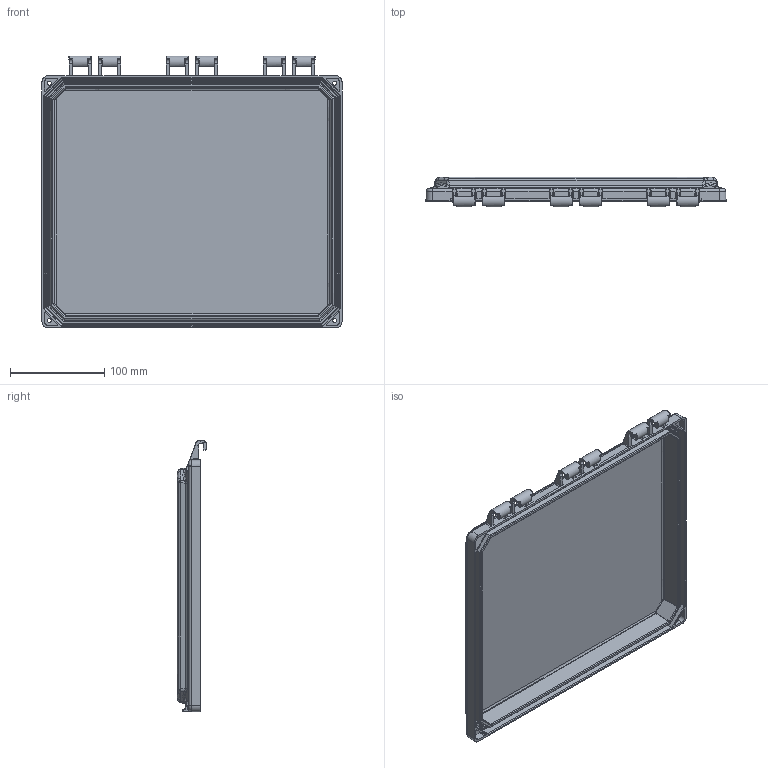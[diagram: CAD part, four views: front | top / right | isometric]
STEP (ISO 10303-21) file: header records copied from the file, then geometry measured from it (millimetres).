
FILE_DESCRIPTION (( 'STEP AP214' ), '1' );
FILE_NAME ('TEPC12-W-LID_3D.step', '2023-10-31T17:46:11', ( '' ), ( '' ), 'SwSTEP 2.0', 'SolidWorks 2022', '' );
FILE_SCHEMA (( 'AUTOMOTIVE_DESIGN' ));
Length unit declared in the file: inch
Products named in the file (1): TEPC12-W-LID_3D
Bounding box: 318.41 x 31.75 x 288.52 mm (x, y, z)
Volume: 459523.5 mm3; surface area: 248721.8 mm2
Topology: 1 solids, 1 shells, 914 faces, 2342 edges, 1372 vertices
Faces by surface type: cylinder 358, bspline 280, plane 234, cone 42
Entity records: 45627 total; most frequent: CARTESIAN_POINT 27682, ORIENTED_EDGE 4578, DIRECTION 2467, EDGE_CURVE 2289, VERTEX_POINT 1372, B_SPLINE_CURVE_WITH_KNOTS 1100, EDGE_LOOP 929, ADVANCED_FACE 914
